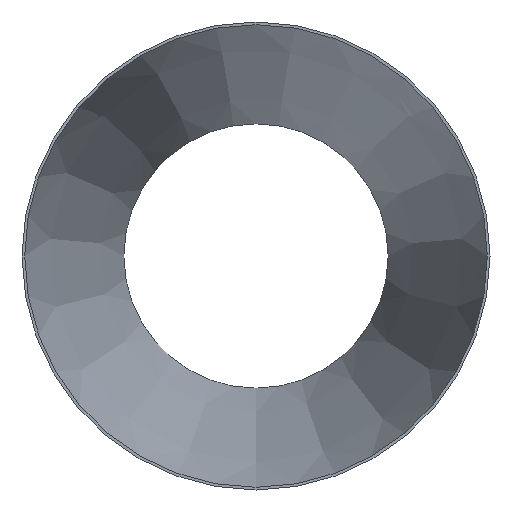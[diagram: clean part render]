
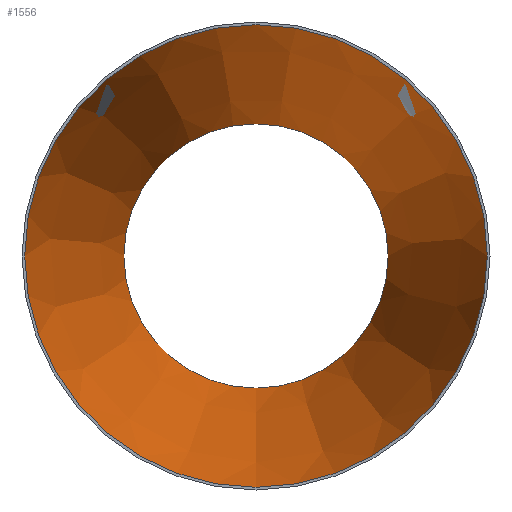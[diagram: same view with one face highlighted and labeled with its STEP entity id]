
A CAD part, front view. The second image highlights one B-rep face of the part: STEP entity #1556.
In plain terms, the highlighted conical face has half-angle 12.804 degrees and reference radius 174.949 mm.
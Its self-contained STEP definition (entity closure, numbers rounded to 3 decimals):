
#341 = DIRECTION ( 'NONE',  ( 0., 0., -1. ) ) ;
#627 = EDGE_CURVE ( 'NONE', #6725, #6725, #14807, .T. ) ;
#1361 = FACE_OUTER_BOUND ( 'NONE', #20024, .T. ) ;
#1462 = VERTEX_POINT ( 'NONE', #4284 ) ;
#1556 = ADVANCED_FACE ( 'NONE', ( #6632, #1361 ), #34731, .F. ) ;
#2238 = AXIS2_PLACEMENT_3D ( 'NONE', #32482, #3447, #23799 ) ;
#3447 = DIRECTION ( 'NONE',  ( 0., -1., 0. ) ) ;
#4284 = CARTESIAN_POINT ( 'NONE',  ( 0., 0., -174.949 ) ) ;
#4370 = AXIS2_PLACEMENT_3D ( 'NONE', #26538, #23885, #341 ) ;
#6632 = FACE_BOUND ( 'NONE', #36786, .T. ) ;
#6725 = VERTEX_POINT ( 'NONE', #24260 ) ;
#11407 = DIRECTION ( 'NONE',  ( 0., -1., 0. ) ) ;
#14807 = CIRCLE ( 'NONE', #15393, 99.949 ) ;
#15393 = AXIS2_PLACEMENT_3D ( 'NONE', #22718, #11407, #29327 ) ;
#20024 = EDGE_LOOP ( 'NONE', ( #32121 ) ) ;
#21159 = EDGE_CURVE ( 'NONE', #1462, #1462, #23615, .T. ) ;
#22718 = CARTESIAN_POINT ( 'NONE',  ( 0., 330., 0. ) ) ;
#23615 = CIRCLE ( 'NONE', #4370, 174.949 ) ;
#23799 = DIRECTION ( 'NONE',  ( 0., 0., -1. ) ) ;
#23885 = DIRECTION ( 'NONE',  ( 0., -1., 0. ) ) ;
#23911 = ORIENTED_EDGE ( 'NONE', *, *, #627, .F. ) ;
#24260 = CARTESIAN_POINT ( 'NONE',  ( 0., 330., -99.949 ) ) ;
#26538 = CARTESIAN_POINT ( 'NONE',  ( 0., 0., 0. ) ) ;
#29327 = DIRECTION ( 'NONE',  ( 0., 0., -1. ) ) ;
#32121 = ORIENTED_EDGE ( 'NONE', *, *, #21159, .T. ) ;
#32482 = CARTESIAN_POINT ( 'NONE',  ( 0., 0., 0. ) ) ;
#34731 = CONICAL_SURFACE ( 'NONE', #2238, 174.949, 0.223 ) ;
#36786 = EDGE_LOOP ( 'NONE', ( #23911 ) ) ;
